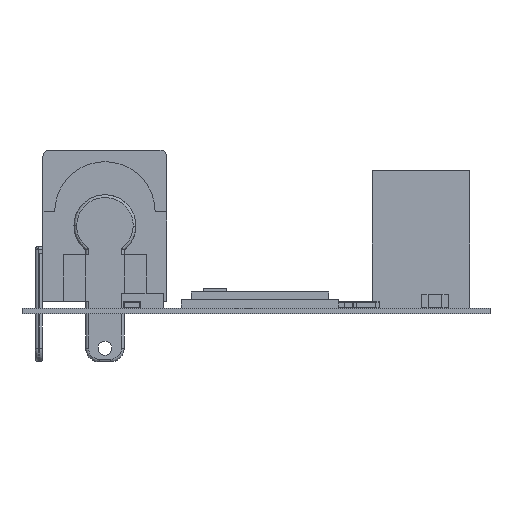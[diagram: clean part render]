
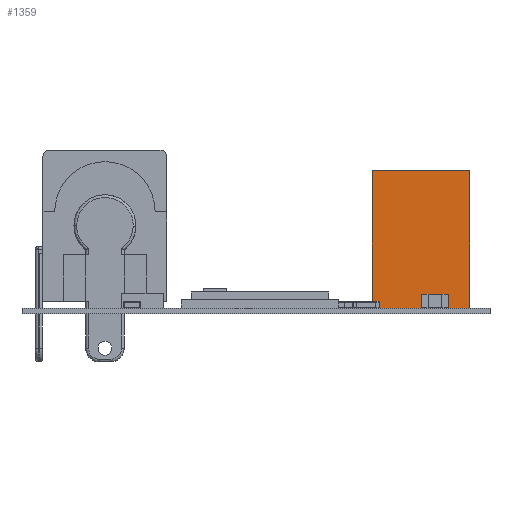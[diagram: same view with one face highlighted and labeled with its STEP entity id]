
A CAD part, left-side view. The second image highlights one B-rep face of the part: STEP entity #1359.
In plain terms, the highlighted planar face has unit normal (-1, 0, 0).
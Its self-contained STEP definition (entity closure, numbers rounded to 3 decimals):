
#1334 = VERTEX_POINT('',#1335);
#1335 = CARTESIAN_POINT('',(-3.54,-3.54,10.));
#1341 = EDGE_CURVE('',#1342,#1334,#1344,.T.);
#1342 = VERTEX_POINT('',#1343);
#1343 = CARTESIAN_POINT('',(-3.54,-3.54,0.));
#1344 = LINE('',#1345,#1346);
#1345 = CARTESIAN_POINT('',(-3.54,-3.54,0.));
#1346 = VECTOR('',#1347,1.);
#1347 = DIRECTION('',(0.,0.,1.));
#1359 = ADVANCED_FACE('',(#1360),#1385,.T.);
#1360 = FACE_BOUND('',#1361,.T.);
#1361 = EDGE_LOOP('',(#1362,#1363,#1371,#1379));
#1362 = ORIENTED_EDGE('',*,*,#1341,.T.);
#1363 = ORIENTED_EDGE('',*,*,#1364,.T.);
#1364 = EDGE_CURVE('',#1334,#1365,#1367,.T.);
#1365 = VERTEX_POINT('',#1366);
#1366 = CARTESIAN_POINT('',(-3.54,3.54,10.));
#1367 = LINE('',#1368,#1369);
#1368 = CARTESIAN_POINT('',(-3.54,-3.54,10.));
#1369 = VECTOR('',#1370,1.);
#1370 = DIRECTION('',(0.,1.,0.));
#1371 = ORIENTED_EDGE('',*,*,#1372,.F.);
#1372 = EDGE_CURVE('',#1373,#1365,#1375,.T.);
#1373 = VERTEX_POINT('',#1374);
#1374 = CARTESIAN_POINT('',(-3.54,3.54,0.));
#1375 = LINE('',#1376,#1377);
#1376 = CARTESIAN_POINT('',(-3.54,3.54,0.));
#1377 = VECTOR('',#1378,1.);
#1378 = DIRECTION('',(0.,0.,1.));
#1379 = ORIENTED_EDGE('',*,*,#1380,.F.);
#1380 = EDGE_CURVE('',#1342,#1373,#1381,.T.);
#1381 = LINE('',#1382,#1383);
#1382 = CARTESIAN_POINT('',(-3.54,-3.54,0.));
#1383 = VECTOR('',#1384,1.);
#1384 = DIRECTION('',(0.,1.,0.));
#1385 = PLANE('',#1386);
#1386 = AXIS2_PLACEMENT_3D('',#1387,#1388,#1389);
#1387 = CARTESIAN_POINT('',(-3.54,-3.54,0.));
#1388 = DIRECTION('',(-1.,0.,0.));
#1389 = DIRECTION('',(0.,1.,0.));
